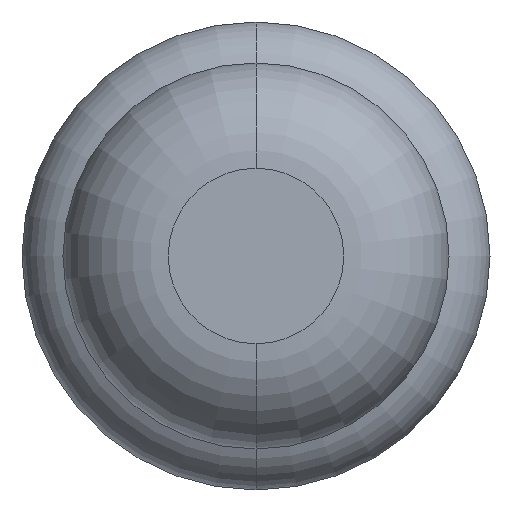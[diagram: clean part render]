
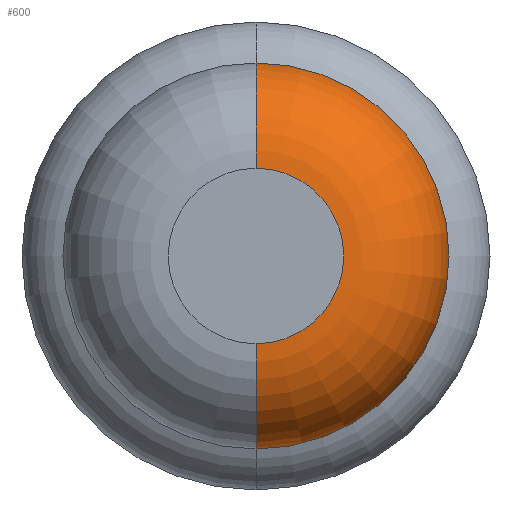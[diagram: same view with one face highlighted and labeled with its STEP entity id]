
A CAD part, front view. The second image highlights one B-rep face of the part: STEP entity #600.
In plain terms, the highlighted toroidal (fillet/blend) face has major radius 0.375 mm and minor radius 0.45 mm.
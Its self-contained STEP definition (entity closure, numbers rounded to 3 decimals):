
#16 = AXIS2_PLACEMENT_3D ( 'NONE', #202, #808, #214 ) ;
#58 = VERTEX_POINT ( 'NONE', #2068 ) ;
#202 = CARTESIAN_POINT ( 'NONE',  ( 0., -27.4, 0. ) ) ;
#210 = CIRCLE ( 'NONE', #2958, 0.825 ) ;
#214 = DIRECTION ( 'NONE',  ( 0., 0., 1. ) ) ;
#222 = DIRECTION ( 'NONE',  ( 0., 0., -1. ) ) ;
#270 = CARTESIAN_POINT ( 'NONE',  ( 0., -26.95, 0.825 ) ) ;
#600 = ADVANCED_FACE ( 'Defeature ausgef�hrt1_18', ( #1674 ), #1882, .T. ) ;
#808 = DIRECTION ( 'NONE',  ( 0., 1., 0. ) ) ;
#1024 = AXIS2_PLACEMENT_3D ( 'NONE', #4209, #2617, #3545 ) ;
#1249 = CARTESIAN_POINT ( 'NONE',  ( 0., -26.95, 0.375 ) ) ;
#1258 = EDGE_CURVE ( 'NONE', #58, #3749, #1385, .T. ) ;
#1381 = CIRCLE ( 'NONE', #16, 0.375 ) ;
#1385 = CIRCLE ( 'NONE', #3978, 0.45 ) ;
#1484 = EDGE_CURVE ( 'Defeature ausgef�hrt1_19+Defeature ausgef�hrt1_18+Defeature ausgef�hrt1_18+Defeature ausgef�hrt1_18', #2044, #3749, #210, .T. ) ;
#1620 = CARTESIAN_POINT ( 'NONE',  ( 0., -26.95, -0.825 ) ) ;
#1674 = FACE_OUTER_BOUND ( 'NONE', #2147, .T. ) ;
#1778 = DIRECTION ( 'NONE',  ( 0., 0., 1. ) ) ;
#1882 = TOROIDAL_SURFACE ( 'NONE', #1024, 0.375, 0.45 ) ;
#1965 = CIRCLE ( 'NONE', #3855, 0.45 ) ;
#2044 = VERTEX_POINT ( 'NONE', #270 ) ;
#2068 = CARTESIAN_POINT ( 'NONE',  ( 0., -27.4, -0.375 ) ) ;
#2147 = EDGE_LOOP ( 'NONE', ( #3454, #3504, #2212, #2496 ) ) ;
#2194 = DIRECTION ( 'NONE',  ( 1., 0., 0. ) ) ;
#2212 = ORIENTED_EDGE ( 'NONE', *, *, #1484, .F. ) ;
#2221 = EDGE_CURVE ( 'NONE', #3983, #2044, #1965, .T. ) ;
#2496 = ORIENTED_EDGE ( 'NONE', *, *, #2221, .F. ) ;
#2560 = DIRECTION ( 'NONE',  ( -1., 0., 0. ) ) ;
#2617 = DIRECTION ( 'NONE',  ( 0., 1., 0. ) ) ;
#2798 = EDGE_CURVE ( 'Defeature ausgef�hrt1_18+Defeature ausgef�hrt1_17+Defeature ausgef�hrt1_17+Defeature ausgef�hrt1_17', #3983, #58, #1381, .T. ) ;
#2844 = CARTESIAN_POINT ( 'NONE',  ( 0., -26.95, -0.375 ) ) ;
#2958 = AXIS2_PLACEMENT_3D ( 'NONE', #3357, #3050, #1778 ) ;
#3050 = DIRECTION ( 'NONE',  ( 0., 1., 0. ) ) ;
#3357 = CARTESIAN_POINT ( 'NONE',  ( 0., -26.95, 0. ) ) ;
#3454 = ORIENTED_EDGE ( 'NONE', *, *, #2798, .T. ) ;
#3504 = ORIENTED_EDGE ( 'NONE', *, *, #1258, .T. ) ;
#3545 = DIRECTION ( 'NONE',  ( 0., 0., 1. ) ) ;
#3749 = VERTEX_POINT ( 'NONE', #1620 ) ;
#3838 = DIRECTION ( 'NONE',  ( 0., 0., 1. ) ) ;
#3855 = AXIS2_PLACEMENT_3D ( 'NONE', #1249, #2560, #3838 ) ;
#3978 = AXIS2_PLACEMENT_3D ( 'NONE', #2844, #2194, #222 ) ;
#3983 = VERTEX_POINT ( 'NONE', #4040 ) ;
#4040 = CARTESIAN_POINT ( 'NONE',  ( 0., -27.4, 0.375 ) ) ;
#4209 = CARTESIAN_POINT ( 'NONE',  ( 0., -26.95, 0. ) ) ;
